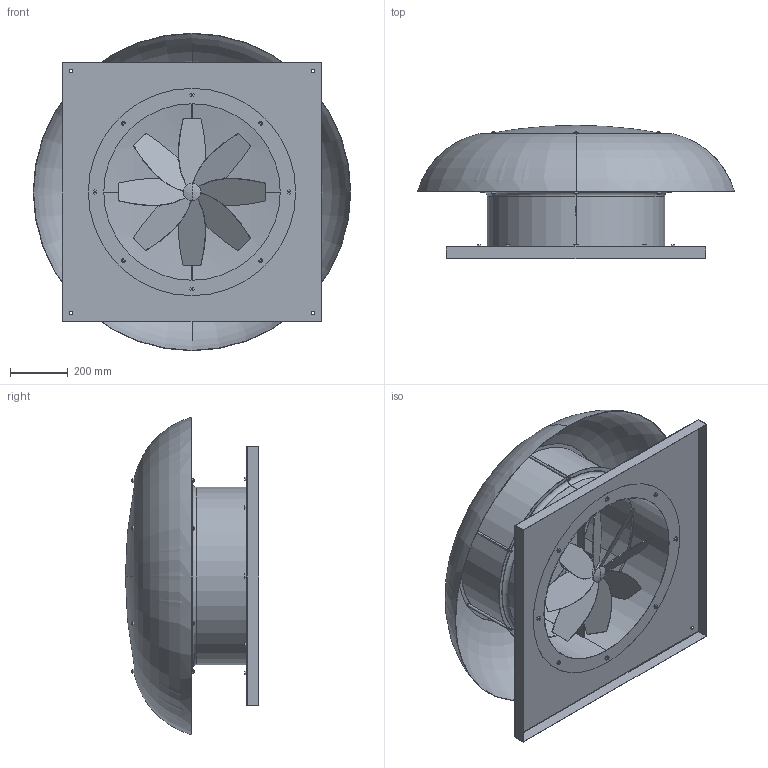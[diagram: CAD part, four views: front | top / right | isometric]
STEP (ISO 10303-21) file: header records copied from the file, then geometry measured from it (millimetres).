
FILE_DESCRIPTION (( 'STEP AP214' ), '1' );
FILE_NAME ('DZD 60-6.step', '2009-07-04T13:28:58', ( 'Wolfgang Schmidt' ), ( 'WS-KO' ), 'SwSTEP 2.0', 'SolidWorks 2008', '' );
FILE_SCHEMA (( 'AUTOMOTIVE_DESIGN' ));
Length unit declared in the file: millimetre
Products named in the file (1): DZD 60-6
Bounding box: 1102.89 x 462.4 x 1102.89 mm (x, y, z)
Volume: 4883581.6 mm3; surface area: 5981338.4 mm2
Topology: 2 solids, 10 shells, 615 faces, 1488 edges, 966 vertices
Faces by surface type: plane 361, cylinder 152, torus 56, bspline 36, sphere 8, cone 2
Entity records: 20326 total; most frequent: CARTESIAN_POINT 5596, ORIENTED_EDGE 2960, DIRECTION 2804, EDGE_CURVE 1480, AXIS2_PLACEMENT_3D 976, VERTEX_POINT 964, LINE 852, VECTOR 852
